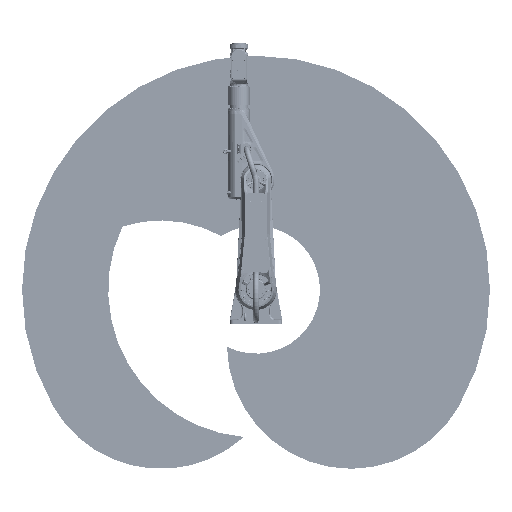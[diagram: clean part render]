
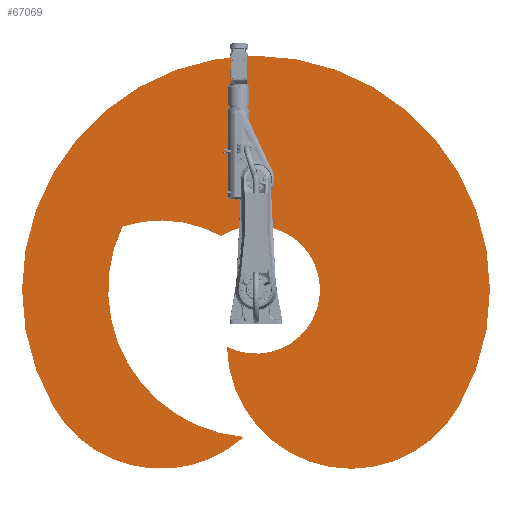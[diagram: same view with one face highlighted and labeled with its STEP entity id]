
A CAD part, front view. The second image highlights one B-rep face of the part: STEP entity #67069.
In plain terms, the highlighted face is planar.
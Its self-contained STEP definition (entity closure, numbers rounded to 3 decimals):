
#15644=FACE_OUTER_BOUND('',#20934,.T.);
#20934=EDGE_LOOP('',(#57670,#57671,#57672,#57673,#57674,#57675));
#24936=CIRCLE('',#74713,1704.677);
#24937=CIRCLE('',#74715,904.677);
#24938=CIRCLE('',#74717,465.78);
#24939=CIRCLE('',#74719,904.677);
#24940=CIRCLE('',#74721,1076.534);
#24941=CIRCLE('',#74723,904.677);
#30867=VERTEX_POINT('',#217944);
#30868=VERTEX_POINT('',#217946);
#30869=VERTEX_POINT('',#217950);
#30870=VERTEX_POINT('',#217954);
#30871=VERTEX_POINT('',#217958);
#30872=VERTEX_POINT('',#217962);
#39795=EDGE_CURVE('',#30868,#30867,#24936,.T.);
#39797=EDGE_CURVE('',#30869,#30868,#24937,.T.);
#39799=EDGE_CURVE('',#30870,#30869,#24938,.T.);
#39801=EDGE_CURVE('',#30871,#30870,#24939,.T.);
#39803=EDGE_CURVE('',#30872,#30871,#24940,.T.);
#39805=EDGE_CURVE('',#30867,#30872,#24941,.T.);
#57670=ORIENTED_EDGE('',*,*,#39805,.T.);
#57671=ORIENTED_EDGE('',*,*,#39803,.T.);
#57672=ORIENTED_EDGE('',*,*,#39801,.T.);
#57673=ORIENTED_EDGE('',*,*,#39799,.T.);
#57674=ORIENTED_EDGE('',*,*,#39797,.T.);
#57675=ORIENTED_EDGE('',*,*,#39795,.T.);
#58897=PLANE('',#74724);
#67069=ADVANCED_FACE('',(#15644),#58897,.T.);
#74713=AXIS2_PLACEMENT_3D('',#217947,#91980,#91981);
#74715=AXIS2_PLACEMENT_3D('',#217951,#91985,#91986);
#74717=AXIS2_PLACEMENT_3D('',#217955,#91990,#91991);
#74719=AXIS2_PLACEMENT_3D('',#217959,#91995,#91996);
#74721=AXIS2_PLACEMENT_3D('',#217963,#92000,#92001);
#74723=AXIS2_PLACEMENT_3D('',#217966,#92005,#92006);
#74724=AXIS2_PLACEMENT_3D('',#217967,#92007,#92008);
#91980=DIRECTION('center_axis',(0.,0.,1.));
#91981=DIRECTION('ref_axis',(-0.5,-0.866,0.));
#91985=DIRECTION('center_axis',(0.,0.,1.));
#91986=DIRECTION('ref_axis',(-0.016,1.,0.));
#91990=DIRECTION('center_axis',(0.,0.,-1.));
#91991=DIRECTION('ref_axis',(0.891,-0.455,0.));
#91995=DIRECTION('center_axis',(0.,0.,-1.));
#91996=DIRECTION('ref_axis',(-0.874,0.486,0.));
#92000=DIRECTION('center_axis',(0.,0.,-1.));
#92001=DIRECTION('ref_axis',(-0.427,-0.904,0.));
#92005=DIRECTION('center_axis',(0.,0.,1.));
#92006=DIRECTION('ref_axis',(-0.5,0.866,0.));
#92007=DIRECTION('center_axis',(0.,0.,1.));
#92008=DIRECTION('ref_axis',(1.,0.,0.));
#217944=CARTESIAN_POINT('',(-852.339,1476.294,0.5));
#217946=CARTESIAN_POINT('',(-852.339,-1476.294,0.5));
#217947=CARTESIAN_POINT('Origin',(0.,0.,0.5));
#217950=CARTESIAN_POINT('',(-414.873,211.735,0.5));
#217951=CARTESIAN_POINT('Origin',(-400.,-692.82,0.5));
#217954=CARTESIAN_POINT('',(390.804,253.424,0.5));
#217955=CARTESIAN_POINT('Origin',(0.,0.,0.5));
#217958=CARTESIAN_POINT('',(460.116,973.252,0.5));
#217959=CARTESIAN_POINT('Origin',(-400.,692.82,0.5));
#217962=CARTESIAN_POINT('',(-1072.919,88.154,0.5));
#217963=CARTESIAN_POINT('Origin',(0.,0.,0.5));
#217966=CARTESIAN_POINT('Origin',(-400.,692.82,0.5));
#217967=CARTESIAN_POINT('Origin',(5.367,113.858,0.5));
